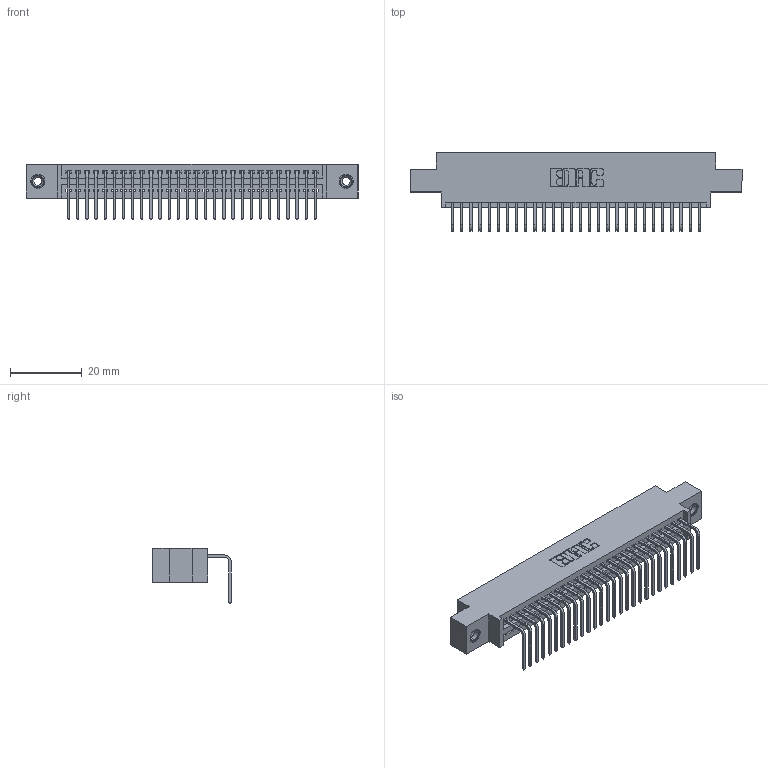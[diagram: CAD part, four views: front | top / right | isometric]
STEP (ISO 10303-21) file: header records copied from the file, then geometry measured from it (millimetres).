
FILE_DESCRIPTION (( 'STEP AP203' ), '1' );
FILE_NAME ('345-028-558-608.STEP', '2019-10-10T13:59:25', ( '' ), ( '' ), 'SwSTEP 2.0', 'SolidWorks 2016', '' );
FILE_SCHEMA (( 'CONFIG_CONTROL_DESIGN' ));
Length unit declared in the file: inch
Products named in the file (4): 345 Part_0.170 Offset - 0.156 Dia-TI; 345-292-001_558 Tail - 2; 345-250-001_345-250-003-102; 345-028-558-608
Assembly tree (31 placements, depth 2):
  345-028-558-608
    345 Part_0.170 Offset - 0.156 Dia-TI
    345-292-001_558 Tail - 2  x28
    345-250-001_345-250-003-102  x2
Bounding box: 92.33 x 21.83 x 15.37 mm (x, y, z)
Volume: 8628.2 mm3; surface area: 11969.7 mm2
Topology: 31 solids, 31 shells, 1870 faces, 5585 edges, 3678 vertices
Faces by surface type: plane 1292, cylinder 562, cone 12, torus 4
Entity records: 24360 total; most frequent: CARTESIAN_POINT 4203, ORIENTED_EDGE 4158, DIRECTION 3717, EDGE_CURVE 2079, VECTOR 1815, LINE 1815, VERTEX_POINT 1380, AXIS2_PLACEMENT_3D 951
